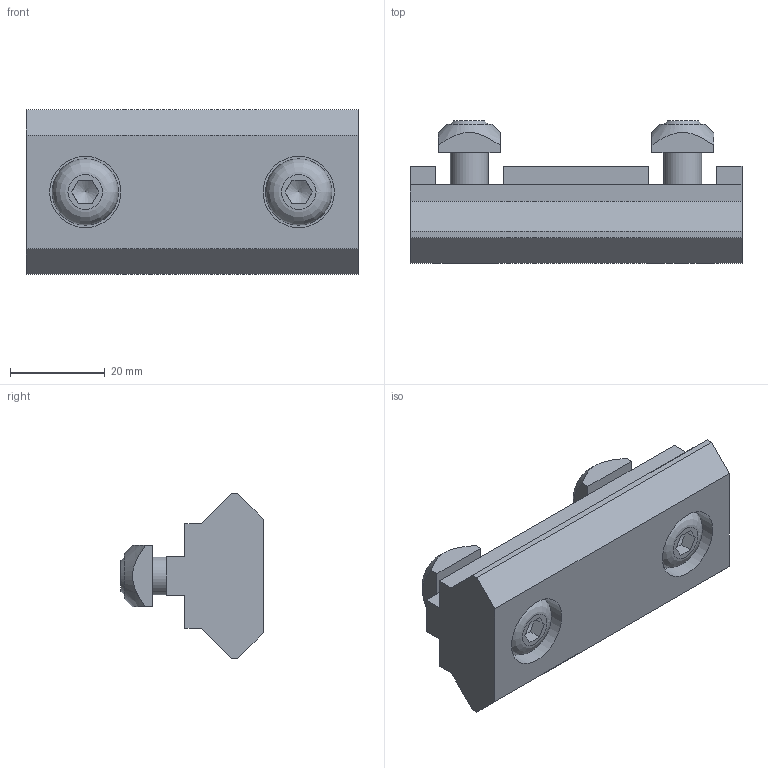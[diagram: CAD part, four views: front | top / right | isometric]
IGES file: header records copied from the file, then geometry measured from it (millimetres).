
Global section: file name: 703507.stp.ipt; native system: Autodesk Inventor 2014; preprocessor: unknown; author: zeman; date: 20151020.100149; units: millimetre
Bounding box: 70 x 30 x 34.7 mm (x, y, z)
Volume: 35211.8 mm3; surface area: 14064 mm2
Topology: 9 solids, 9 shells, 106 faces, 262 edges, 178 vertices
Faces by surface type: plane 68, revolution 24, cylinder 8, cone 4, bspline 2
Full cylindrical faces by diameter (mm): 8 x2, 14 x2, 16 x2
